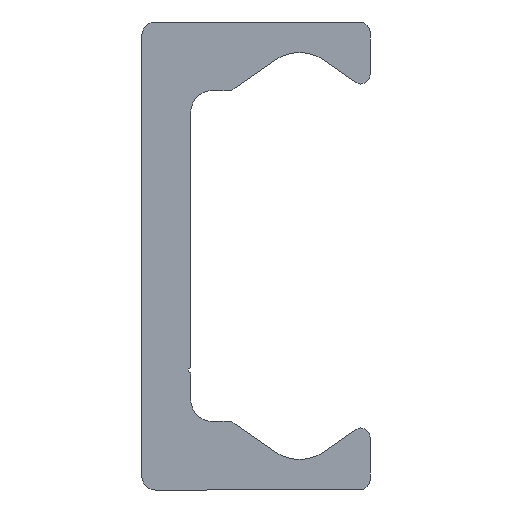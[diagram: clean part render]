
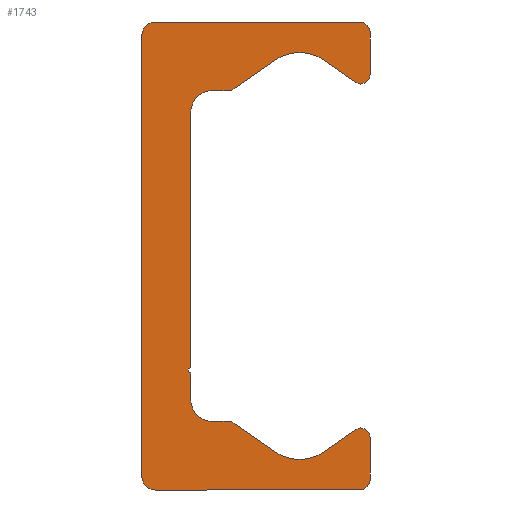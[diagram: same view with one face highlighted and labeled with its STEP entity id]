
A CAD part, left-side view. The second image highlights one B-rep face of the part: STEP entity #1743.
In plain terms, the highlighted planar face has unit normal (-1, 0, 0).
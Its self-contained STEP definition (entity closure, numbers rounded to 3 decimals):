
#804=CARTESIAN_POINT('',(0.0,9.25,-21.5));
#805=VERTEX_POINT('',#804);
#812=CARTESIAN_POINT('',(0.0,10.5,-20.25));
#813=VERTEX_POINT('',#812);
#814=CARTESIAN_POINT('',(0.0,9.25,-20.25));
#815=DIRECTION('',(1.0,0.0,0.0));
#816=DIRECTION('',(0.0,0.0,-1.0));
#817=AXIS2_PLACEMENT_3D('',#814,#815,#816);
#818=CIRCLE('',#817,1.25);
#819=EDGE_CURVE('',#805,#813,#818,.T.);
#843=CARTESIAN_POINT('',(0.0,-9.5,-21.5));
#844=VERTEX_POINT('',#843);
#851=CARTESIAN_POINT('',(0.0,-9.5,-21.5));
#852=DIRECTION('',(0.0,1.0,0.0));
#853=VECTOR('',#852,18.75);
#854=LINE('',#851,#853);
#855=EDGE_CURVE('',#844,#805,#854,.T.);
#875=CARTESIAN_POINT('',(0.0,-10.5,-20.5));
#876=VERTEX_POINT('',#875);
#883=CARTESIAN_POINT('',(0.0,-9.5,-20.5));
#884=DIRECTION('',(1.0,0.0,0.0));
#885=DIRECTION('',(0.0,-1.0,0.0));
#886=AXIS2_PLACEMENT_3D('',#883,#884,#885);
#887=CIRCLE('',#886,1.0);
#888=EDGE_CURVE('',#876,#844,#887,.T.);
#907=CARTESIAN_POINT('',(0.0,-10.5,-16.65));
#908=VERTEX_POINT('',#907);
#915=CARTESIAN_POINT('',(0.0,-10.5,-16.65));
#916=DIRECTION('',(0.0,0.0,-1.0));
#917=VECTOR('',#916,3.85);
#918=LINE('',#915,#917);
#919=EDGE_CURVE('',#908,#876,#918,.T.);
#939=CARTESIAN_POINT('',(0.0,-9.162,-15.954));
#940=VERTEX_POINT('',#939);
#947=CARTESIAN_POINT('',(0.0,-9.65,-16.65));
#948=DIRECTION('',(1.0,0.0,0.0));
#949=DIRECTION('',(0.0,0.574,0.819));
#950=AXIS2_PLACEMENT_3D('',#947,#948,#949);
#951=CIRCLE('',#950,0.85);
#952=EDGE_CURVE('',#940,#908,#951,.T.);
#971=CARTESIAN_POINT('',(0.0,-6.294,-17.962));
#972=VERTEX_POINT('',#971);
#979=CARTESIAN_POINT('',(0.0,-6.294,-17.962));
#980=DIRECTION('',(0.0,-0.819,0.574));
#981=VECTOR('',#980,3.501);
#982=LINE('',#979,#981);
#983=EDGE_CURVE('',#972,#940,#982,.T.);
#1003=CARTESIAN_POINT('',(0.0,-1.706,-17.962));
#1004=VERTEX_POINT('',#1003);
#1011=CARTESIAN_POINT('',(0.0,-4.,-14.685));
#1012=DIRECTION('',(-1.0,0.0,0.0));
#1013=DIRECTION('',(0.0,0.574,0.819));
#1014=AXIS2_PLACEMENT_3D('',#1011,#1012,#1013);
#1015=CIRCLE('',#1014,4.0);
#1016=EDGE_CURVE('',#1004,#972,#1015,.T.);
#1035=CARTESIAN_POINT('',(0.0,1.981,-15.381));
#1036=VERTEX_POINT('',#1035);
#1043=CARTESIAN_POINT('',(0.0,1.981,-15.381));
#1044=DIRECTION('',(0.0,-0.819,-0.574));
#1045=VECTOR('',#1044,4.5);
#1046=LINE('',#1043,#1045);
#1047=EDGE_CURVE('',#1036,#1004,#1046,.T.);
#1067=CARTESIAN_POINT('',(0.0,2.554,-15.2));
#1068=VERTEX_POINT('',#1067);
#1075=CARTESIAN_POINT('',(0.0,2.554,-16.2));
#1076=DIRECTION('',(1.0,0.0,0.0));
#1077=DIRECTION('',(0.0,0.0,1.0));
#1078=AXIS2_PLACEMENT_3D('',#1075,#1076,#1077);
#1079=CIRCLE('',#1078,1.);
#1080=EDGE_CURVE('',#1068,#1036,#1079,.T.);
#1099=CARTESIAN_POINT('',(0.0,4.0,-15.2));
#1100=VERTEX_POINT('',#1099);
#1107=CARTESIAN_POINT('',(0.0,4.0,-15.2));
#1108=DIRECTION('',(0.0,-1.0,0.0));
#1109=VECTOR('',#1108,1.446);
#1110=LINE('',#1107,#1109);
#1111=EDGE_CURVE('',#1100,#1068,#1110,.T.);
#1131=CARTESIAN_POINT('',(0.0,6.,-13.2));
#1132=VERTEX_POINT('',#1131);
#1139=CARTESIAN_POINT('',(0.0,4.,-13.2));
#1140=DIRECTION('',(-1.0,0.0,0.0));
#1141=DIRECTION('',(0.0,0.0,1.0));
#1142=AXIS2_PLACEMENT_3D('',#1139,#1140,#1141);
#1143=CIRCLE('',#1142,2.0);
#1144=EDGE_CURVE('',#1132,#1100,#1143,.T.);
#1163=CARTESIAN_POINT('',(0.0,6.,-10.75));
#1164=VERTEX_POINT('',#1163);
#1171=CARTESIAN_POINT('',(0.0,6.,-10.75));
#1172=DIRECTION('',(0.0,0.0,-1.0));
#1173=VECTOR('',#1172,2.45);
#1174=LINE('',#1171,#1173);
#1175=EDGE_CURVE('',#1164,#1132,#1174,.T.);
#1195=CARTESIAN_POINT('',(0.0,6.,-10.25));
#1196=VERTEX_POINT('',#1195);
#1203=CARTESIAN_POINT('',(0.0,6.,-10.5));
#1204=DIRECTION('',(-1.0,0.0,0.0));
#1205=DIRECTION('',(0.0,0.0,1.0));
#1206=AXIS2_PLACEMENT_3D('',#1203,#1204,#1205);
#1207=CIRCLE('',#1206,0.25);
#1208=EDGE_CURVE('',#1196,#1164,#1207,.T.);
#1227=CARTESIAN_POINT('',(0.0,6.,13.2));
#1228=VERTEX_POINT('',#1227);
#1235=CARTESIAN_POINT('',(0.0,6.,13.2));
#1236=DIRECTION('',(0.0,0.0,-1.0));
#1237=VECTOR('',#1236,23.45);
#1238=LINE('',#1235,#1237);
#1239=EDGE_CURVE('',#1228,#1196,#1238,.T.);
#1304=CARTESIAN_POINT('',(0.0,4.0,15.2));
#1305=VERTEX_POINT('',#1304);
#1312=CARTESIAN_POINT('',(0.0,4.,13.2));
#1313=DIRECTION('',(-1.0,0.0,0.0));
#1314=DIRECTION('',(0.0,-1.0,0.0));
#1315=AXIS2_PLACEMENT_3D('',#1312,#1313,#1314);
#1316=CIRCLE('',#1315,2.0);
#1317=EDGE_CURVE('',#1305,#1228,#1316,.T.);
#1336=CARTESIAN_POINT('',(0.0,2.554,15.2));
#1337=VERTEX_POINT('',#1336);
#1344=CARTESIAN_POINT('',(0.0,2.554,15.2));
#1345=DIRECTION('',(0.0,1.0,0.0));
#1346=VECTOR('',#1345,1.446);
#1347=LINE('',#1344,#1346);
#1348=EDGE_CURVE('',#1337,#1305,#1347,.T.);
#1368=CARTESIAN_POINT('',(0.0,1.981,15.381));
#1369=VERTEX_POINT('',#1368);
#1376=CARTESIAN_POINT('',(0.0,2.554,16.2));
#1377=DIRECTION('',(1.0,0.0,0.0));
#1378=DIRECTION('',(0.0,-0.574,-0.819));
#1379=AXIS2_PLACEMENT_3D('',#1376,#1377,#1378);
#1380=CIRCLE('',#1379,1.);
#1381=EDGE_CURVE('',#1369,#1337,#1380,.T.);
#1400=CARTESIAN_POINT('',(0.0,-1.706,17.962));
#1401=VERTEX_POINT('',#1400);
#1408=CARTESIAN_POINT('',(0.0,-1.706,17.962));
#1409=DIRECTION('',(0.0,0.819,-0.574));
#1410=VECTOR('',#1409,4.5);
#1411=LINE('',#1408,#1410);
#1412=EDGE_CURVE('',#1401,#1369,#1411,.T.);
#1432=CARTESIAN_POINT('',(0.0,-6.294,17.962));
#1433=VERTEX_POINT('',#1432);
#1440=CARTESIAN_POINT('',(0.0,-4.,14.685));
#1441=DIRECTION('',(-1.0,0.0,0.0));
#1442=DIRECTION('',(0.0,-0.574,-0.819));
#1443=AXIS2_PLACEMENT_3D('',#1440,#1441,#1442);
#1444=CIRCLE('',#1443,4.0);
#1445=EDGE_CURVE('',#1433,#1401,#1444,.T.);
#1464=CARTESIAN_POINT('',(0.0,-9.162,15.954));
#1465=VERTEX_POINT('',#1464);
#1472=CARTESIAN_POINT('',(0.0,-9.162,15.954));
#1473=DIRECTION('',(0.0,0.819,0.574));
#1474=VECTOR('',#1473,3.501);
#1475=LINE('',#1472,#1474);
#1476=EDGE_CURVE('',#1465,#1433,#1475,.T.);
#1496=CARTESIAN_POINT('',(0.0,-10.5,16.65));
#1497=VERTEX_POINT('',#1496);
#1504=CARTESIAN_POINT('',(0.0,-9.65,16.65));
#1505=DIRECTION('',(1.0,0.0,0.0));
#1506=DIRECTION('',(0.0,-1.0,0.0));
#1507=AXIS2_PLACEMENT_3D('',#1504,#1505,#1506);
#1508=CIRCLE('',#1507,0.85);
#1509=EDGE_CURVE('',#1497,#1465,#1508,.T.);
#1528=CARTESIAN_POINT('',(0.0,-10.5,20.5));
#1529=VERTEX_POINT('',#1528);
#1536=CARTESIAN_POINT('',(0.0,-10.5,20.5));
#1537=DIRECTION('',(0.0,0.0,-1.0));
#1538=VECTOR('',#1537,3.85);
#1539=LINE('',#1536,#1538);
#1540=EDGE_CURVE('',#1529,#1497,#1539,.T.);
#1560=CARTESIAN_POINT('',(0.0,-9.5,21.5));
#1561=VERTEX_POINT('',#1560);
#1568=CARTESIAN_POINT('',(0.0,-9.5,20.5));
#1569=DIRECTION('',(1.0,0.0,0.0));
#1570=DIRECTION('',(0.0,0.0,1.0));
#1571=AXIS2_PLACEMENT_3D('',#1568,#1569,#1570);
#1572=CIRCLE('',#1571,1.0);
#1573=EDGE_CURVE('',#1561,#1529,#1572,.T.);
#1592=CARTESIAN_POINT('',(0.0,9.25,21.5));
#1593=VERTEX_POINT('',#1592);
#1600=CARTESIAN_POINT('',(0.0,9.25,21.5));
#1601=DIRECTION('',(0.0,-1.0,0.0));
#1602=VECTOR('',#1601,18.75);
#1603=LINE('',#1600,#1602);
#1604=EDGE_CURVE('',#1593,#1561,#1603,.T.);
#1624=CARTESIAN_POINT('',(0.0,10.5,20.25));
#1625=VERTEX_POINT('',#1624);
#1632=CARTESIAN_POINT('',(0.0,9.25,20.25));
#1633=DIRECTION('',(1.0,0.0,0.0));
#1634=DIRECTION('',(0.0,1.0,0.0));
#1635=AXIS2_PLACEMENT_3D('',#1632,#1633,#1634);
#1636=CIRCLE('',#1635,1.25);
#1637=EDGE_CURVE('',#1625,#1593,#1636,.T.);
#1655=CARTESIAN_POINT('',(0.0,10.5,-20.25));
#1656=DIRECTION('',(0.0,0.0,1.0));
#1657=VECTOR('',#1656,40.5);
#1658=LINE('',#1655,#1657);
#1659=EDGE_CURVE('',#813,#1625,#1658,.T.);
#1710=CARTESIAN_POINT('',(0.0,2.66,-0.019));
#1711=DIRECTION('',(1.0,0.0,0.0));
#1712=DIRECTION('',(0.0,0.0,-1.0));
#1713=AXIS2_PLACEMENT_3D('',#1710,#1711,#1712);
#1714=PLANE('',#1713);
#1715=ORIENTED_EDGE('',*,*,#1659,.F.);
#1716=ORIENTED_EDGE('',*,*,#819,.F.);
#1717=ORIENTED_EDGE('',*,*,#855,.F.);
#1718=ORIENTED_EDGE('',*,*,#888,.F.);
#1719=ORIENTED_EDGE('',*,*,#919,.F.);
#1720=ORIENTED_EDGE('',*,*,#952,.F.);
#1721=ORIENTED_EDGE('',*,*,#983,.F.);
#1722=ORIENTED_EDGE('',*,*,#1016,.F.);
#1723=ORIENTED_EDGE('',*,*,#1047,.F.);
#1724=ORIENTED_EDGE('',*,*,#1080,.F.);
#1725=ORIENTED_EDGE('',*,*,#1111,.F.);
#1726=ORIENTED_EDGE('',*,*,#1144,.F.);
#1727=ORIENTED_EDGE('',*,*,#1175,.F.);
#1728=ORIENTED_EDGE('',*,*,#1208,.F.);
#1729=ORIENTED_EDGE('',*,*,#1239,.F.);
#1730=ORIENTED_EDGE('',*,*,#1317,.F.);
#1731=ORIENTED_EDGE('',*,*,#1348,.F.);
#1732=ORIENTED_EDGE('',*,*,#1381,.F.);
#1733=ORIENTED_EDGE('',*,*,#1412,.F.);
#1734=ORIENTED_EDGE('',*,*,#1445,.F.);
#1735=ORIENTED_EDGE('',*,*,#1476,.F.);
#1736=ORIENTED_EDGE('',*,*,#1509,.F.);
#1737=ORIENTED_EDGE('',*,*,#1540,.F.);
#1738=ORIENTED_EDGE('',*,*,#1573,.F.);
#1739=ORIENTED_EDGE('',*,*,#1604,.F.);
#1740=ORIENTED_EDGE('',*,*,#1637,.F.);
#1741=EDGE_LOOP('',(#1715,#1716,#1717,#1718,#1719,#1720,#1721,#1722,#1723,#1724,#1725,#1726,#1727,#1728,#1729,#1730,#1731,#1732,#1733,#1734,#1735,#1736,#1737,#1738,#1739,#1740));
#1742=FACE_OUTER_BOUND('',#1741,.T.);
#1743=ADVANCED_FACE('',(#1742),#1714,.F.);
